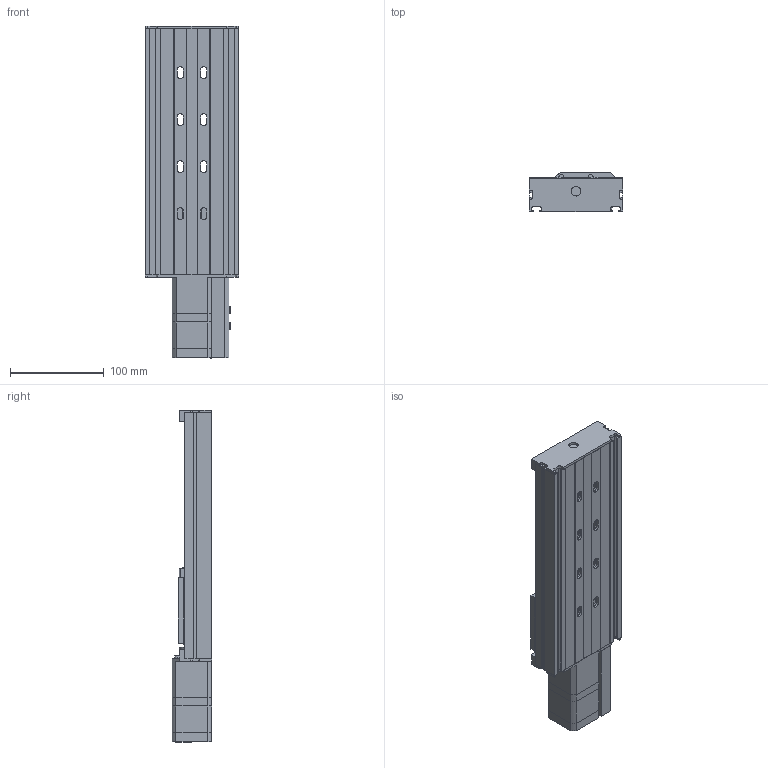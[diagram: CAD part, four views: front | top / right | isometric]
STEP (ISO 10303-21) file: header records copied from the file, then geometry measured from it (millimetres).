
FILE_DESCRIPTION (( 'STEP AP203' ), '1' );
FILE_NAME ('X-LRQ150xL-SVx.step', '2023-05-17T23:49:19', ( '' ), ( '' ), 'SwSTEP 2.0', 'SolidWorks 2019', '' );
FILE_SCHEMA (( 'CONFIG_CONTROL_DESIGN' ));
Length unit declared in the file: millimetre
Products named in the file (4): LRQ_carriage^LRQ_LRQ-V; X-LRQ150xL-SVx; NMS17_motor^LRQ_LRQ-V; LRQ_base^LRQ_LRQ150L-V
Assembly tree (3 placements, depth 2):
  X-LRQ150xL-SVx
    LRQ_base^LRQ_LRQ150L-V
    LRQ_carriage^LRQ_LRQ-V
    NMS17_motor^LRQ_LRQ-V
Bounding box: 100 x 42.5 x 353.2 mm (x, y, z)
Volume: 691633.4 mm3; surface area: 232950.6 mm2
Topology: 28 solids, 28 shells, 668 faces, 1681 edges, 1115 vertices
Faces by surface type: plane 430, cylinder 224, torus 12, cone 2
Entity records: 20660 total; most frequent: CARTESIAN_POINT 3634, DIRECTION 3492, ORIENTED_EDGE 3362, EDGE_CURVE 1681, VECTOR 1202, LINE 1202, AXIS2_PLACEMENT_3D 1145, VERTEX_POINT 1115
